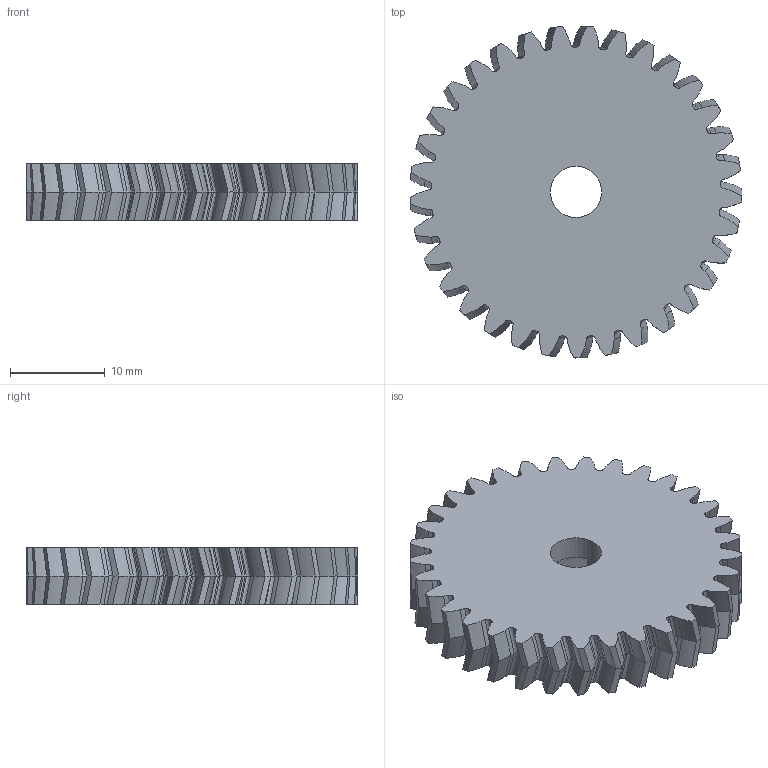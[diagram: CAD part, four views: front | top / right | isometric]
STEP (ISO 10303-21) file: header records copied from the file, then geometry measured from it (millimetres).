
FILE_DESCRIPTION(/* description */ ('FreeCAD Model'),/* implementation_level */ '2;1');
FILE_NAME(/* name */ 'Drakon_Large_Gear.stp',/* time_stamp */ '2020-03-21T12:38:00+00:00',/* author */ ('Ax'),/* organization */ (''),/* preprocessor_version */ 'ST-DEVELOPER v17',/* originating_system */ 'Autodesk Inventor 2019',/* authorisation */ 'Unknown');
FILE_SCHEMA (('AUTOMOTIVE_DESIGN { 1 0 10303 214 3 1 1 }'));
Length unit declared in the file: millimetre
Products named in the file (1): RAMPSDrakon_Large_Gear
Bounding box: 34.99 x 34.99 x 6 mm (x, y, z)
Volume: 4827.9 mm3; surface area: 3019.8 mm2
Topology: 1 solids, 1 shells, 538 faces, 1409 edges, 874 vertices
Faces by surface type: bspline 452, cylinder 77, plane 9
Full cylindrical faces by diameter (mm): 5.4 x1
Entity records: 31007 total; most frequent: CARTESIAN_POINT 21024, ORIENTED_EDGE 2818, EDGE_CURVE 1409, DIRECTION 1125, VERTEX_POINT 874, B_SPLINE_CURVE_WITH_KNOTS 680, AXIS2_PLACEMENT_3D 553, EDGE_LOOP 541
